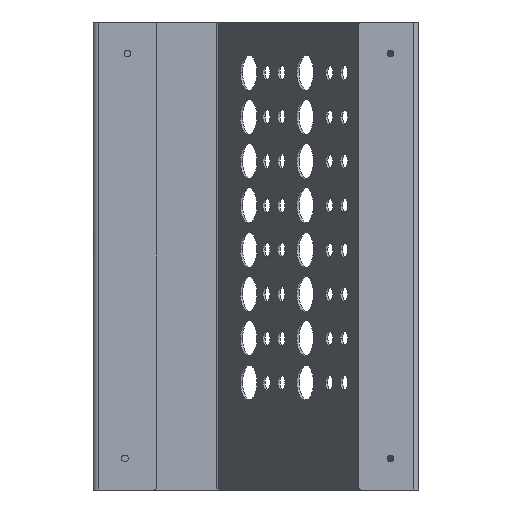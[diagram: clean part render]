
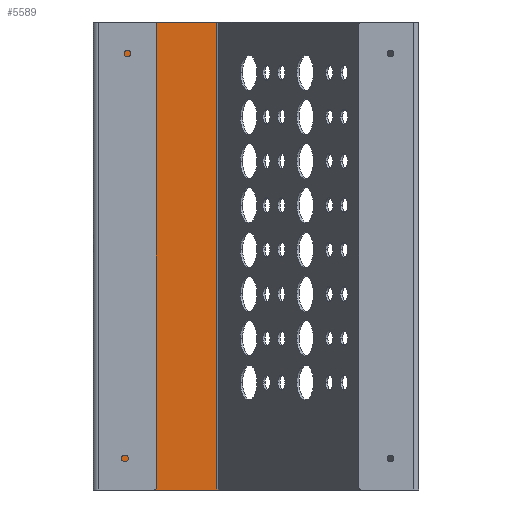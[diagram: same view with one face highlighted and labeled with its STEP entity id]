
A CAD part, front view. The second image highlights one B-rep face of the part: STEP entity #5589.
In plain terms, the highlighted planar face has unit normal (0, -1, 0).
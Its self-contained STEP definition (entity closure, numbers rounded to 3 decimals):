
#107 = DIRECTION ( 'NONE',  ( 1., 0., 0. ) ) ;
#201 = ORIENTED_EDGE ( 'NONE', *, *, #2894, .F. ) ;
#279 = ORIENTED_EDGE ( 'NONE', *, *, #1382, .T. ) ;
#445 = CARTESIAN_POINT ( 'NONE',  ( 0., 298., 370. ) ) ;
#545 = CARTESIAN_POINT ( 'NONE',  ( 4., 298., 0. ) ) ;
#616 = AXIS2_PLACEMENT_3D ( 'NONE', #445, #6178, #6795 ) ;
#809 = VECTOR ( 'NONE', #107, 1000. ) ;
#1382 = EDGE_CURVE ( 'NONE', #6736, #1560, #2422, .T. ) ;
#1398 = CARTESIAN_POINT ( 'NONE',  ( 97.6, 298., 370. ) ) ;
#1560 = VERTEX_POINT ( 'NONE', #5624 ) ;
#1603 = VECTOR ( 'NONE', #2764, 1000. ) ;
#2030 = CARTESIAN_POINT ( 'NONE',  ( 97.6, 298., 370. ) ) ;
#2422 = LINE ( 'NONE', #3379, #4018 ) ;
#2522 = PLANE ( 'NONE',  #616 ) ;
#2623 = EDGE_CURVE ( 'NONE', #6050, #1560, #2947, .T. ) ;
#2764 = DIRECTION ( 'NONE',  ( 0., 0., -1. ) ) ;
#2894 = EDGE_CURVE ( 'NONE', #6361, #6050, #6804, .T. ) ;
#2947 = LINE ( 'NONE', #1398, #3239 ) ;
#3239 = VECTOR ( 'NONE', #5087, 1000. ) ;
#3379 = CARTESIAN_POINT ( 'NONE',  ( 0., 298., 0. ) ) ;
#3559 = FACE_OUTER_BOUND ( 'NONE', #3992, .T. ) ;
#3992 = EDGE_LOOP ( 'NONE', ( #279, #4016, #201, #4960 ) ) ;
#4016 = ORIENTED_EDGE ( 'NONE', *, *, #2623, .F. ) ;
#4018 = VECTOR ( 'NONE', #4415, 1000. ) ;
#4213 = CARTESIAN_POINT ( 'NONE',  ( 0., 298., 370. ) ) ;
#4415 = DIRECTION ( 'NONE',  ( 1., 0., 0. ) ) ;
#4763 = CARTESIAN_POINT ( 'NONE',  ( 4., 298., 370. ) ) ;
#4960 = ORIENTED_EDGE ( 'NONE', *, *, #5378, .T. ) ;
#5087 = DIRECTION ( 'NONE',  ( 0., 0., -1. ) ) ;
#5378 = EDGE_CURVE ( 'NONE', #6361, #6736, #5825, .T. ) ;
#5589 = ADVANCED_FACE ( 'NONE', ( #3559 ), #2522, .F. ) ;
#5624 = CARTESIAN_POINT ( 'NONE',  ( 97.6, 298., 0. ) ) ;
#5825 = LINE ( 'NONE', #4763, #1603 ) ;
#6050 = VERTEX_POINT ( 'NONE', #2030 ) ;
#6178 = DIRECTION ( 'NONE',  ( 0., 1., 0. ) ) ;
#6361 = VERTEX_POINT ( 'NONE', #6637 ) ;
#6637 = CARTESIAN_POINT ( 'NONE',  ( 4., 298., 370. ) ) ;
#6736 = VERTEX_POINT ( 'NONE', #545 ) ;
#6795 = DIRECTION ( 'NONE',  ( 0., 0., 1. ) ) ;
#6804 = LINE ( 'NONE', #4213, #809 ) ;
